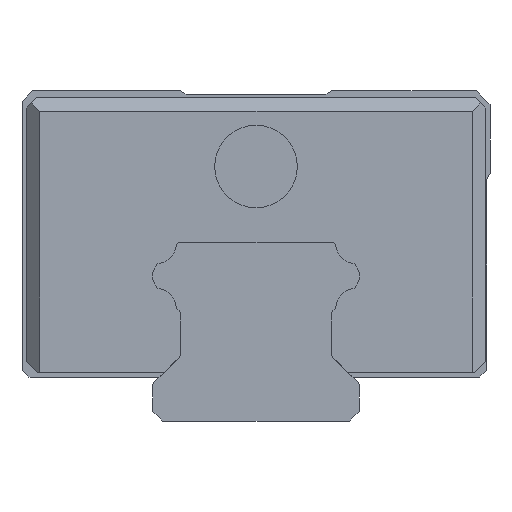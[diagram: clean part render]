
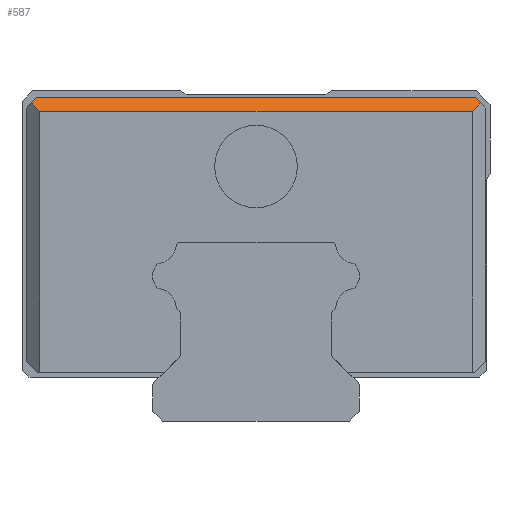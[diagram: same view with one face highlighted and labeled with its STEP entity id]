
A CAD part, front view. The second image highlights one B-rep face of the part: STEP entity #587.
In plain terms, the highlighted planar face has unit normal (0, -0.707, 0.707).
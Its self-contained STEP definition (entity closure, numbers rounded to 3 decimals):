
#587=ADVANCED_FACE('',(#818),#699,.F.);
#699=PLANE('',#3511);
#818=FACE_OUTER_BOUND('',#1029,.T.);
#1029=EDGE_LOOP('',(#1877,#1878,#1879,#1880,#1881,#1882));
#1877=ORIENTED_EDGE('',*,*,#2443,.F.);
#1878=ORIENTED_EDGE('',*,*,#2440,.F.);
#1879=ORIENTED_EDGE('',*,*,#2711,.F.);
#1880=ORIENTED_EDGE('',*,*,#2464,.F.);
#1881=ORIENTED_EDGE('',*,*,#2710,.T.);
#1882=ORIENTED_EDGE('',*,*,#2446,.F.);
#2075=VERTEX_POINT('',#4706);
#2076=VERTEX_POINT('',#4708);
#2078=VERTEX_POINT('',#4714);
#2080=VERTEX_POINT('',#4720);
#2092=VERTEX_POINT('',#4755);
#2093=VERTEX_POINT('',#4756);
#2440=EDGE_CURVE('',#2075,#2076,#2822,.T.);
#2443=EDGE_CURVE('',#2076,#2078,#2825,.T.);
#2446=EDGE_CURVE('',#2078,#2080,#2828,.T.);
#2464=EDGE_CURVE('',#2092,#2093,#2844,.T.);
#2710=EDGE_CURVE('',#2092,#2080,#2985,.T.);
#2711=EDGE_CURVE('',#2093,#2075,#2986,.T.);
#2822=LINE('',#4707,#3081);
#2825=LINE('',#4713,#3084);
#2828=LINE('',#4719,#3087);
#2844=LINE('',#4754,#3103);
#2985=LINE('',#8045,#3244);
#2986=LINE('',#8047,#3245);
#3081=VECTOR('',#3843,1.);
#3084=VECTOR('',#3848,1.);
#3087=VECTOR('',#3853,1.);
#3103=VECTOR('',#3883,1.);
#3244=VECTOR('',#4294,1.);
#3245=VECTOR('',#4297,1.);
#3511=AXIS2_PLACEMENT_3D('',#8048,#4298,#4299);
#3843=DIRECTION('',(0.577,0.577,0.577));
#3848=DIRECTION('',(1.,0.,0.));
#3853=DIRECTION('',(0.577,-0.577,-0.577));
#3883=DIRECTION('',(-1.,0.,0.));
#4294=DIRECTION('',(0.577,0.577,0.577));
#4297=DIRECTION('',(-0.577,0.577,0.577));
#4298=DIRECTION('',(0.,0.707,-0.707));
#4299=DIRECTION('',(0.,0.707,0.707));
#4706=CARTESIAN_POINT('',(-16.325,16.425,-0.875));
#4707=CARTESIAN_POINT('',(-15.95,16.8,-0.5));
#4708=CARTESIAN_POINT('',(-15.95,16.8,-0.5));
#4713=CARTESIAN_POINT('',(-15.95,16.8,-0.5));
#4714=CARTESIAN_POINT('',(15.95,16.8,-0.5));
#4719=CARTESIAN_POINT('',(5.317,27.433,10.133));
#4720=CARTESIAN_POINT('',(16.325,16.425,-0.875));
#4754=CARTESIAN_POINT('',(-16.7,15.8,-1.5));
#4755=CARTESIAN_POINT('',(15.7,15.8,-1.5));
#4756=CARTESIAN_POINT('',(-15.7,15.8,-1.5));
#8045=CARTESIAN_POINT('',(5.817,5.917,-11.383));
#8047=CARTESIAN_POINT('',(-10.319,10.419,-6.881));
#8048=CARTESIAN_POINT('',(-15.95,16.8,-0.5));
